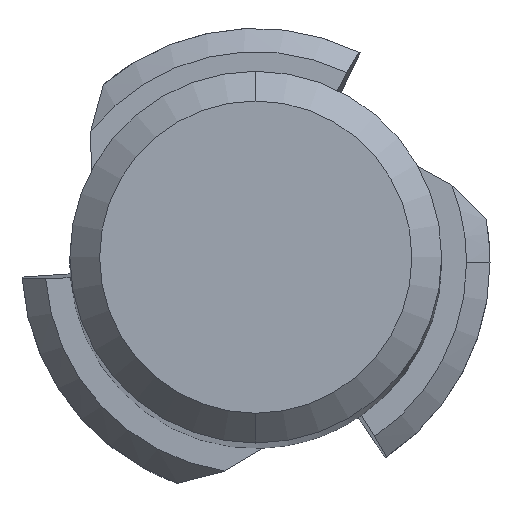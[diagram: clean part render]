
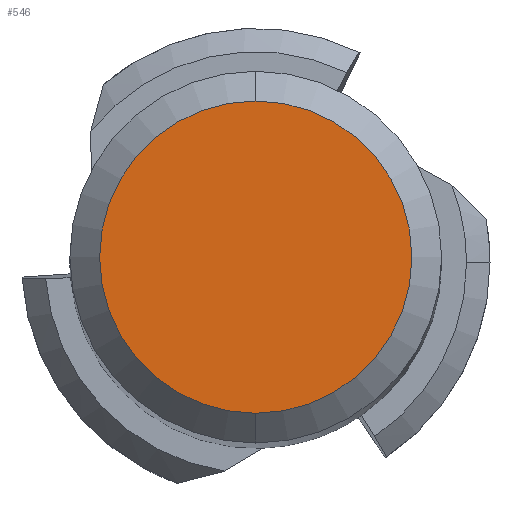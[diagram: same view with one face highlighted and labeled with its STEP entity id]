
A CAD part, top view. The second image highlights one B-rep face of the part: STEP entity #546.
In plain terms, the highlighted planar face has unit normal (0, 0, 1).
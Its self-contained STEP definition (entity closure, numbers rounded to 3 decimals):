
#546=ADVANCED_FACE('',(#1417),#1418,.T.);
#590=VERTEX_POINT('',#1464);
#776=EDGE_CURVE('',#950,#590,#1670,.T.);
#950=VERTEX_POINT('',#1855);
#1068=EDGE_CURVE('',#590,#950,#1981,.T.);
#1417=FACE_OUTER_BOUND('',#2549,.T.);
#1418=PLANE('',#2550);
#1464=CARTESIAN_POINT('',(0.0,2.1,0.0));
#1670=CIRCLE('',#3039,2.1);
#1855=CARTESIAN_POINT('',(0.,-2.1,0.0));
#1981=CIRCLE('',#3744,2.1);
#2549=EDGE_LOOP('',(#4331,#4332));
#2550=AXIS2_PLACEMENT_3D('',#4333,#4334,#4335);
#3039=AXIS2_PLACEMENT_3D('',#4623,#4624,#4625);
#3744=AXIS2_PLACEMENT_3D('',#4917,#4918,#4919);
#4331=ORIENTED_EDGE('',*,*,#1068,.F.);
#4332=ORIENTED_EDGE('',*,*,#776,.F.);
#4333=CARTESIAN_POINT('',(0.0,1.05,0.0));
#4334=DIRECTION('',(-0.0,0.0,1.0));
#4335=DIRECTION('',(0.0,-1.0,0.0));
#4623=CARTESIAN_POINT('',(0.0,0.0,0.0));
#4624=DIRECTION('',(0.0,0.0,-1.0));
#4625=DIRECTION('',(0.0,1.0,0.0));
#4917=CARTESIAN_POINT('',(0.0,0.0,0.0));
#4918=DIRECTION('',(0.0,0.0,-1.0));
#4919=DIRECTION('',(0.0,1.0,0.0));
